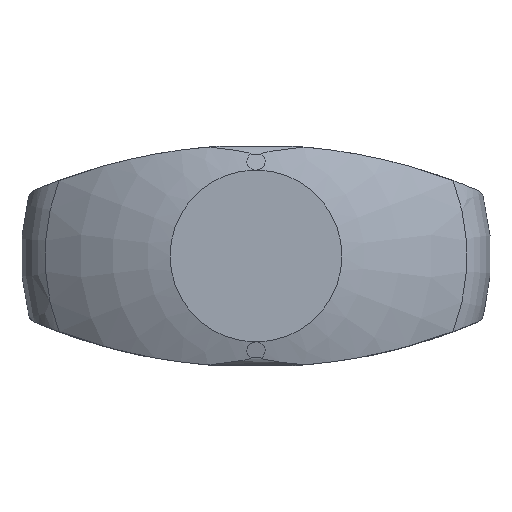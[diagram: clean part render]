
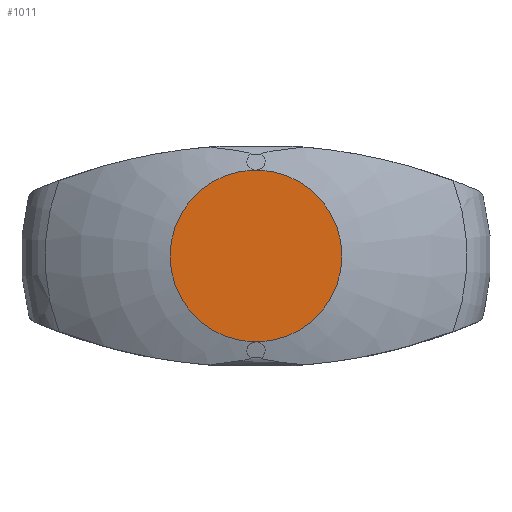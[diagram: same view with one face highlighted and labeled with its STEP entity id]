
A CAD part, top view. The second image highlights one B-rep face of the part: STEP entity #1011.
In plain terms, the highlighted planar face has unit normal (0, 0, 1).
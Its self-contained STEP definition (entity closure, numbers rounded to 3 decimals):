
#701=VERTEX_POINT('',#1740);
#783=VERTEX_POINT('',#1824);
#797=EDGE_CURVE('',#1035,#783,#1838,.T.);
#857=VERTEX_POINT('',#1900);
#1011=ADVANCED_FACE('',(#2068),#2069,.F.);
#1035=VERTEX_POINT('',#2095);
#1191=EDGE_CURVE('',#857,#701,#2265,.T.);
#1321=EDGE_CURVE('',#783,#857,#2414,.T.);
#1323=EDGE_CURVE('',#1035,#701,#2416,.T.);
#1740=CARTESIAN_POINT('',(0.043,-7.5,34.8));
#1824=CARTESIAN_POINT('',(-0.043,7.5,34.8));
#1838=CIRCLE('',#3626,7.5);
#1900=CARTESIAN_POINT('',(0.043,7.5,34.8));
#2068=FACE_OUTER_BOUND('',#4491,.T.);
#2069=PLANE('',#4492);
#2095=CARTESIAN_POINT('',(-0.043,-7.5,34.8));
#2265=CIRCLE('',#5114,7.5);
#2414=LINE('',#5549,#5550);
#2416=LINE('',#5553,#5554);
#3626=AXIS2_PLACEMENT_3D('',#6627,#6628,#6629);
#4491=EDGE_LOOP('',(#6842,#6843,#6844,#6845));
#4492=AXIS2_PLACEMENT_3D('',#6846,#6847,#6848);
#5114=AXIS2_PLACEMENT_3D('',#7059,#7060,#7061);
#5549=CARTESIAN_POINT('',(-30.0,7.5,34.8));
#5550=VECTOR('',#7271,1.0);
#5553=CARTESIAN_POINT('',(-30.0,-7.5,34.8));
#5554=VECTOR('',#7272,1.0);
#6627=CARTESIAN_POINT('',(0.,0.,34.8));
#6628=DIRECTION('',(0.,0.,-1.0));
#6629=DIRECTION('',(-1.0,0.,0.));
#6842=ORIENTED_EDGE('',*,*,#1191,.F.);
#6843=ORIENTED_EDGE('',*,*,#1321,.F.);
#6844=ORIENTED_EDGE('',*,*,#797,.F.);
#6845=ORIENTED_EDGE('',*,*,#1323,.T.);
#6846=CARTESIAN_POINT('',(-30.0,7.5,34.8));
#6847=DIRECTION('',(0.,0.,-1.0));
#6848=DIRECTION('',(0.,1.0,0.0));
#7059=CARTESIAN_POINT('',(0.,0.,34.8));
#7060=DIRECTION('',(0.,0.,-1.0));
#7061=DIRECTION('',(-1.0,0.,0.));
#7271=DIRECTION('',(1.0,0.,0.));
#7272=DIRECTION('',(1.0,0.,0.));
